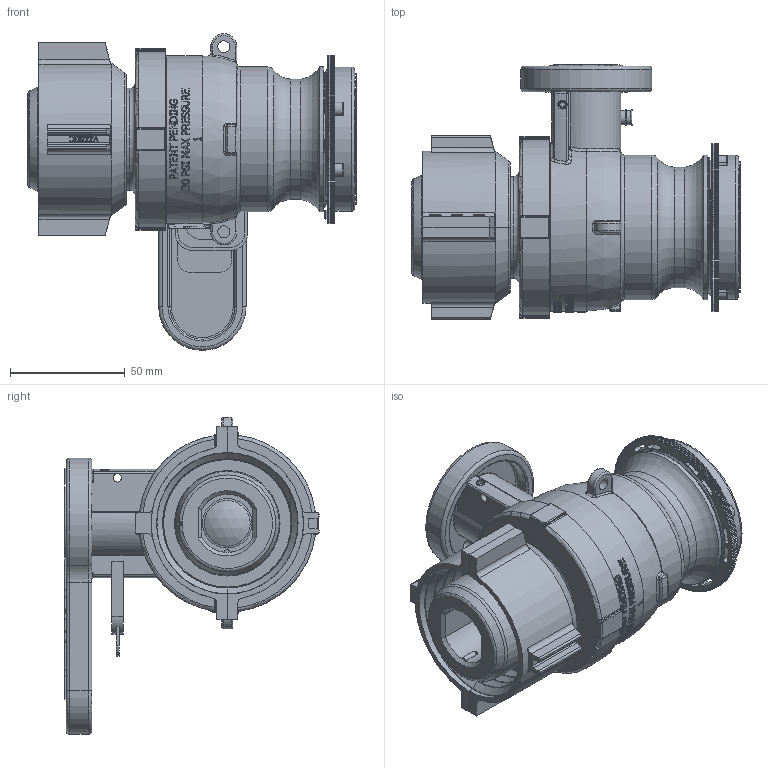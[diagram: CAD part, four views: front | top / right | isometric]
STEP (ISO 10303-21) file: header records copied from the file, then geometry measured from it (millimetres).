
FILE_DESCRIPTION(/* description */ ('2"OUTLET X COLLAR STBY W/FLAP CHECK'),/* implementation_level */ '2;1');
FILE_NAME(/* name */ 'WFC230254.stp',/* time_stamp */ '2018-07-09T12:45:50-04:00',/* author */ ('MJC'),/* organization */ (''),/* preprocessor_version */ 'ST-DEVELOPER v17',/* originating_system */ 'Autodesk Inventor 2018',/* authorisation */ '');
FILE_SCHEMA (('AUTOMOTIVE_DESIGN { 1 0 10303 214 3 1 1 }'));
Length unit declared in the file: inch
Products named in the file (23): WFC230254; WSF20264; WSF20264X; V22275GV; V22283C; V22283D; VS20209; WS20002; WS20153; WS20163; WS20255T; WS20255; V20255BX; WS22396BC; WS22396BCY; WS22396BCX; WS20258; WS222CAP; VBC12705; 211FPTX; VL001FC; C25PFSLE113; VL1008
Assembly tree (24 placements, depth 4):
  WFC230254
    WSF20264
      WSF20264X
      WS20258
    V22275GV
    V22283C
    V22283D
    VS20209
    WS20002
    WS20153
    WS20163  x2
    WS20255T
      WS20255
        V20255BX
    WS22396BC
      WS22396BCY
        WS22396BCX
        WS20258
      WS222CAP
      VBC12705
    211FPTX
    VL001FC
    C25PFSLE113
    VL1008
Bounding box: 143.19 x 110.82 x 138.18 mm (x, y, z)
Volume: 351540.8 mm3; surface area: 184084.1 mm2
Topology: 20 solids, 20 shells, 4433 faces, 12238 edges, 8063 vertices
Faces by surface type: plane 2291, cylinder 979, bspline 903, torus 151, cone 81, sphere 28
Full cylindrical faces by diameter (mm): 1.93 x1, 3.175 x2, 3.251 x1, 3.683 x2, 3.962 x1, 4.775 x2, 5.08 x6, 5.258 x2, 5.309 x6, 6.35 x4, 6.528 x6, 7.925 x1, 18.161 x1, 18.288 x1, 22.225 x3, 23.495 x1, 24.079 x1, 30.226 x1, 30.988 x1, 31.75 x1, 34.29 x2, 38.1 x4, 38.862 x2, 38.989 x1, 42.875 x1, 42.926 x1, 43.129 x2, 43.18 x2, 43.434 x1, 43.942 x1
Entity records: 160266 total; most frequent: CARTESIAN_POINT 50010, ORIENTED_EDGE 24358, DIRECTION 20114, EDGE_CURVE 12179, VERTEX_POINT 8051, LINE 7330, VECTOR 7330, AXIS2_PLACEMENT_3D 6392
